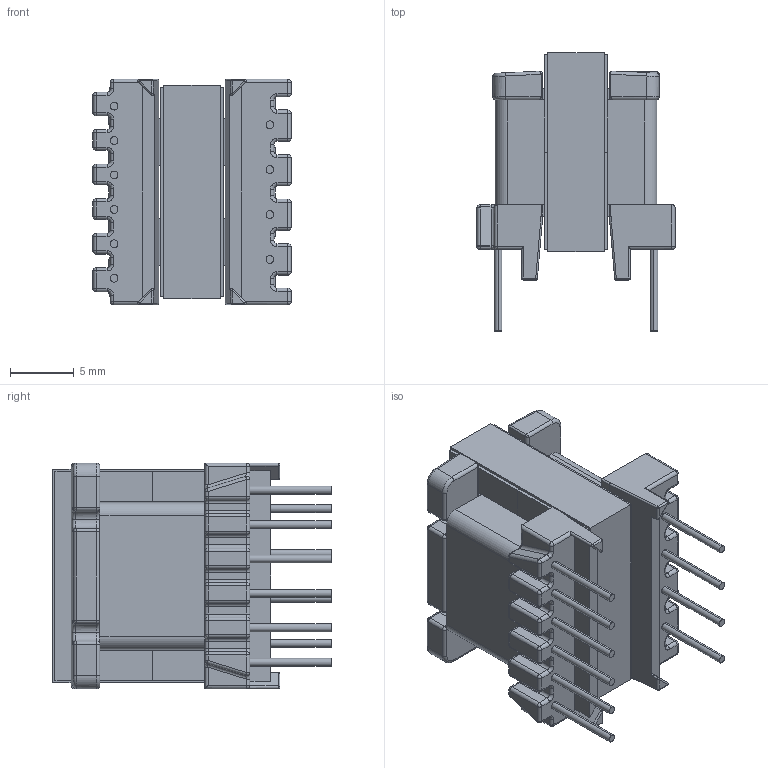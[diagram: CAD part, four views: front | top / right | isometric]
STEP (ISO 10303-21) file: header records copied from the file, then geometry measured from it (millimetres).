
FILE_DESCRIPTION (( 'STEP AP214' ), '1' );
FILE_NAME ('EE16-7-5_5278.STEP', '2019-01-31T16:23:55', ( '' ), ( '' ), 'SwSTEP 2.0', 'SolidWorks 2017', '' );
FILE_SCHEMA (( 'AUTOMOTIVE_DESIGN' ));
Length unit declared in the file: millimetre
Products named in the file (5): 070-5278_6D; EE16-7-5_5278; 440-9989-1261; 150-1261_6C; 070-5278_coil
Assembly tree (5 placements, depth 2):
  EE16-7-5_5278
    070-5278_6D
    070-5278_coil
    150-1261_6C  x2
    440-9989-1261
Bounding box: 15.48 x 21.73 x 17.62 mm (x, y, z)
Volume: 2891.4 mm3; surface area: 4300.3 mm2
Topology: 5 solids, 5 shells, 609 faces, 1441 edges, 777 vertices
Faces by surface type: cylinder 276, plane 168, sphere 73, torus 55, bspline 37
Entity records: 17482 total; most frequent: CARTESIAN_POINT 3779, DIRECTION 2888, ORIENTED_EDGE 2660, EDGE_CURVE 1330, AXIS2_PLACEMENT_3D 1107, VERTEX_POINT 753, VECTOR 674, LINE 674
